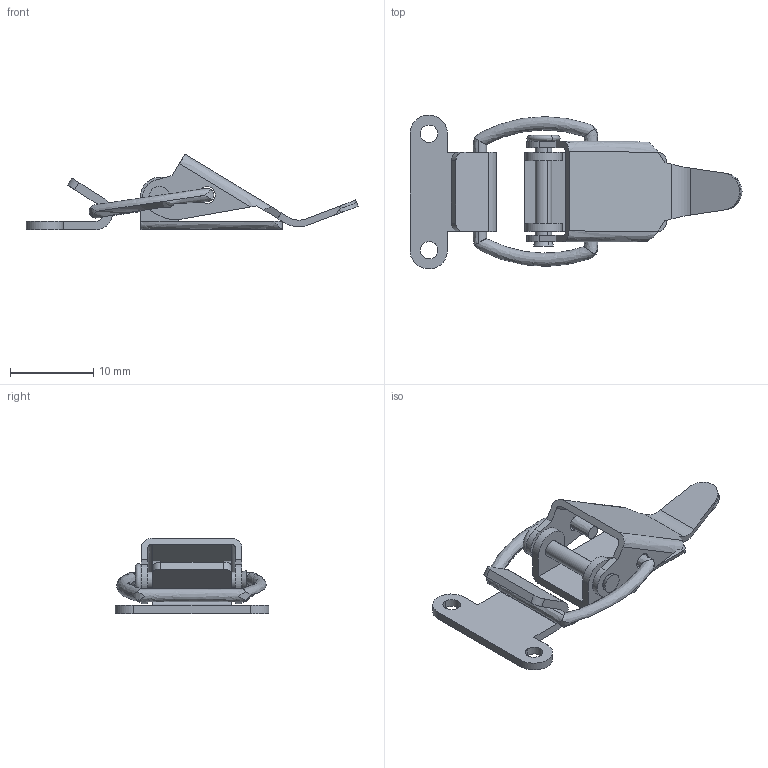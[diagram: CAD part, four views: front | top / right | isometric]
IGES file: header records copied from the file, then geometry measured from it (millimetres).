
Start section: ------------------------------------------------------------------------
Global section: file name: PC007.27788.TL_2SUS_10579.igs; native system: spGate; preprocessor: ver19.8.4 (****-****-****-****); author: Unknown; organization: Unknown; date: 241219.104855; units: millimetre
Bounding box: 39.9 x 18.49 x 9.04 mm (x, y, z)
Volume: 754.3 mm3; surface area: 1950.5 mm2
Topology: 4 solids, 4 shells, 115 faces, 309 edges, 205 vertices
Faces by surface type: bspline 115
